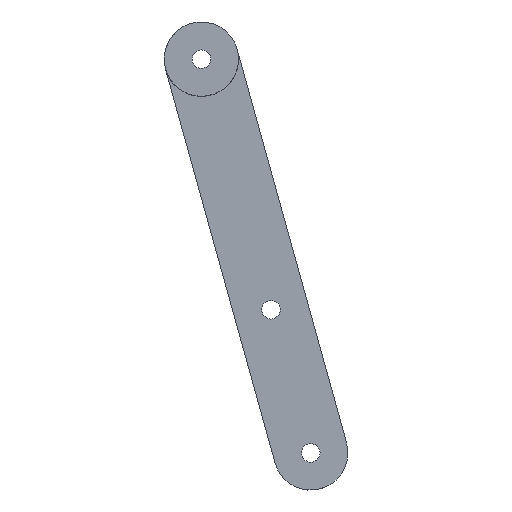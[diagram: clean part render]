
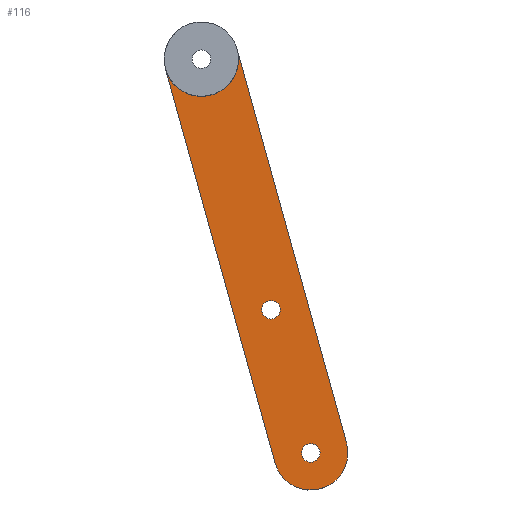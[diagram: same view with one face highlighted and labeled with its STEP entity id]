
A CAD part, top view. The second image highlights one B-rep face of the part: STEP entity #116.
In plain terms, the highlighted planar face has unit normal (0, 0, 1).
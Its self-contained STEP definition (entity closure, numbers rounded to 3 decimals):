
#5 = AXIS2_PLACEMENT_3D ( 'NONE', #131, #302, #405 ) ;
#8 = FACE_BOUND ( 'NONE', #356, .T. ) ;
#13 = EDGE_CURVE ( 'NONE', #202, #98, #335, .T. ) ;
#20 = AXIS2_PLACEMENT_3D ( 'NONE', #394, #387, #61 ) ;
#24 = ORIENTED_EDGE ( 'NONE', *, *, #272, .T. ) ;
#32 = EDGE_CURVE ( 'NONE', #104, #187, #100, .T. ) ;
#35 = CARTESIAN_POINT ( 'NONE',  ( -25., 0., 2.5 ) ) ;
#45 = EDGE_CURVE ( 'NONE', #187, #228, #519, .T. ) ;
#49 = CARTESIAN_POINT ( 'NONE',  ( -29.818, -1.338, 2.5 ) ) ;
#58 = VERTEX_POINT ( 'NONE', #436 ) ;
#61 = DIRECTION ( 'NONE',  ( 1., 0., 0. ) ) ;
#67 = EDGE_CURVE ( 'NONE', #522, #194, #244, .T. ) ;
#69 = CARTESIAN_POINT ( 'NONE',  ( -25., 0., 2.5 ) ) ;
#72 = EDGE_LOOP ( 'NONE', ( #362, #311, #283, #24, #149 ) ) ;
#74 = ORIENTED_EDGE ( 'NONE', *, *, #264, .F. ) ;
#83 = FACE_BOUND ( 'NONE', #145, .T. ) ;
#96 = CARTESIAN_POINT ( 'NONE',  ( -20.182, 1.338, 2.5 ) ) ;
#98 = VERTEX_POINT ( 'NONE', #257 ) ;
#99 = CARTESIAN_POINT ( 'NONE',  ( -10.28, -52.993, 2.5 ) ) ;
#100 = LINE ( 'NONE', #476, #496 ) ;
#102 = DIRECTION ( 'NONE',  ( 0., 0., 1. ) ) ;
#103 = DIRECTION ( 'NONE',  ( 1., 0., 0. ) ) ;
#104 = VERTEX_POINT ( 'NONE', #49 ) ;
#114 = DIRECTION ( 'NONE',  ( 1., 0., 0. ) ) ;
#116 = ADVANCED_FACE ( 'NONE', ( #83, #8, #339 ), #500, .T. ) ;
#131 = CARTESIAN_POINT ( 'NONE',  ( -25., 0., 2.5 ) ) ;
#142 = DIRECTION ( 'NONE',  ( -0.268, 0.964, 0. ) ) ;
#145 = EDGE_LOOP ( 'NONE', ( #74, #237 ) ) ;
#149 = ORIENTED_EDGE ( 'NONE', *, *, #67, .F. ) ;
#151 = VERTEX_POINT ( 'NONE', #313 ) ;
#157 = DIRECTION ( 'NONE',  ( 0.268, -0.964, 0. ) ) ;
#162 = DIRECTION ( 'NONE',  ( 1., 0., 0. ) ) ;
#165 = CIRCLE ( 'NONE', #209, 5. ) ;
#168 = DIRECTION ( 'NONE',  ( 0., 0., 1. ) ) ;
#173 = CARTESIAN_POINT ( 'NONE',  ( -20., 0., 2.5 ) ) ;
#175 = AXIS2_PLACEMENT_3D ( 'NONE', #482, #371, #325 ) ;
#187 = VERTEX_POINT ( 'NONE', #282 ) ;
#190 = CIRCLE ( 'NONE', #20, 1.25 ) ;
#194 = VERTEX_POINT ( 'NONE', #505 ) ;
#202 = VERTEX_POINT ( 'NONE', #316 ) ;
#209 = AXIS2_PLACEMENT_3D ( 'NONE', #35, #168, #328 ) ;
#216 = CARTESIAN_POINT ( 'NONE',  ( -15.632, -33.723, 2.5 ) ) ;
#228 = VERTEX_POINT ( 'NONE', #461 ) ;
#232 = AXIS2_PLACEMENT_3D ( 'NONE', #216, #300, #259 ) ;
#237 = ORIENTED_EDGE ( 'NONE', *, *, #13, .F. ) ;
#244 = CIRCLE ( 'NONE', #397, 5. ) ;
#252 = CIRCLE ( 'NONE', #232, 1.25 ) ;
#257 = CARTESIAN_POINT ( 'NONE',  ( -9.03, -52.993, 2.5 ) ) ;
#259 = DIRECTION ( 'NONE',  ( 1., 0., 0. ) ) ;
#264 = EDGE_CURVE ( 'NONE', #98, #202, #190, .T. ) ;
#272 = EDGE_CURVE ( 'NONE', #228, #194, #460, .T. ) ;
#282 = CARTESIAN_POINT ( 'NONE',  ( -15.097, -54.332, 2.5 ) ) ;
#283 = ORIENTED_EDGE ( 'NONE', *, *, #45, .T. ) ;
#294 = AXIS2_PLACEMENT_3D ( 'NONE', #474, #429, #103 ) ;
#296 = VECTOR ( 'NONE', #142, 1000. ) ;
#300 = DIRECTION ( 'NONE',  ( 0., 0., 1. ) ) ;
#302 = DIRECTION ( 'NONE',  ( 0., 0., 1. ) ) ;
#311 = ORIENTED_EDGE ( 'NONE', *, *, #32, .T. ) ;
#313 = CARTESIAN_POINT ( 'NONE',  ( -16.882, -33.723, 2.5 ) ) ;
#316 = CARTESIAN_POINT ( 'NONE',  ( -11.53, -52.993, 2.5 ) ) ;
#325 = DIRECTION ( 'NONE',  ( 1., 0., 0. ) ) ;
#328 = DIRECTION ( 'NONE',  ( 1., 0., 0. ) ) ;
#335 = CIRCLE ( 'NONE', #369, 1.25 ) ;
#339 = FACE_OUTER_BOUND ( 'NONE', #72, .T. ) ;
#356 = EDGE_LOOP ( 'NONE', ( #425, #479 ) ) ;
#357 = DIRECTION ( 'NONE',  ( 0., 0., 1. ) ) ;
#362 = ORIENTED_EDGE ( 'NONE', *, *, #465, .F. ) ;
#369 = AXIS2_PLACEMENT_3D ( 'NONE', #99, #102, #162 ) ;
#371 = DIRECTION ( 'NONE',  ( 0., 0., 1. ) ) ;
#387 = DIRECTION ( 'NONE',  ( 0., 0., 1. ) ) ;
#394 = CARTESIAN_POINT ( 'NONE',  ( -10.28, -52.993, 2.5 ) ) ;
#397 = AXIS2_PLACEMENT_3D ( 'NONE', #69, #357, #114 ) ;
#405 = DIRECTION ( 'NONE',  ( 1., 0., 0. ) ) ;
#425 = ORIENTED_EDGE ( 'NONE', *, *, #516, .F. ) ;
#429 = DIRECTION ( 'NONE',  ( 0., 0., 1. ) ) ;
#436 = CARTESIAN_POINT ( 'NONE',  ( -14.382, -33.723, 2.5 ) ) ;
#438 = EDGE_CURVE ( 'NONE', #151, #58, #520, .T. ) ;
#460 = LINE ( 'NONE', #96, #296 ) ;
#461 = CARTESIAN_POINT ( 'NONE',  ( -5.462, -51.655, 2.5 ) ) ;
#465 = EDGE_CURVE ( 'NONE', #104, #522, #165, .T. ) ;
#474 = CARTESIAN_POINT ( 'NONE',  ( -10.28, -52.993, 2.5 ) ) ;
#476 = CARTESIAN_POINT ( 'NONE',  ( -29.818, -1.338, 2.5 ) ) ;
#479 = ORIENTED_EDGE ( 'NONE', *, *, #438, .F. ) ;
#482 = CARTESIAN_POINT ( 'NONE',  ( -15.632, -33.723, 2.5 ) ) ;
#496 = VECTOR ( 'NONE', #157, 1000. ) ;
#500 = PLANE ( 'NONE',  #5 ) ;
#505 = CARTESIAN_POINT ( 'NONE',  ( -20.182, 1.338, 2.5 ) ) ;
#516 = EDGE_CURVE ( 'NONE', #58, #151, #252, .T. ) ;
#519 = CIRCLE ( 'NONE', #294, 5. ) ;
#520 = CIRCLE ( 'NONE', #175, 1.25 ) ;
#522 = VERTEX_POINT ( 'NONE', #173 ) ;
